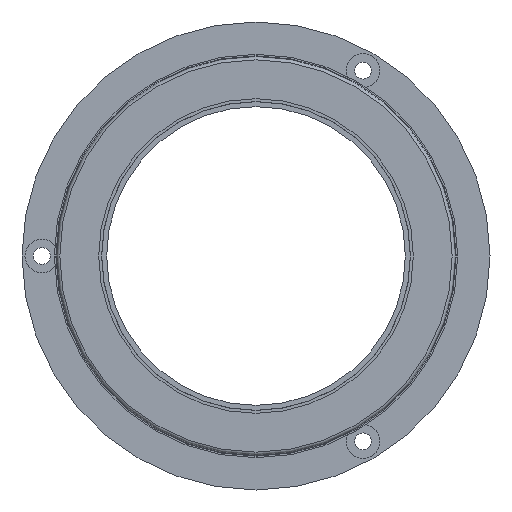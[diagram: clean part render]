
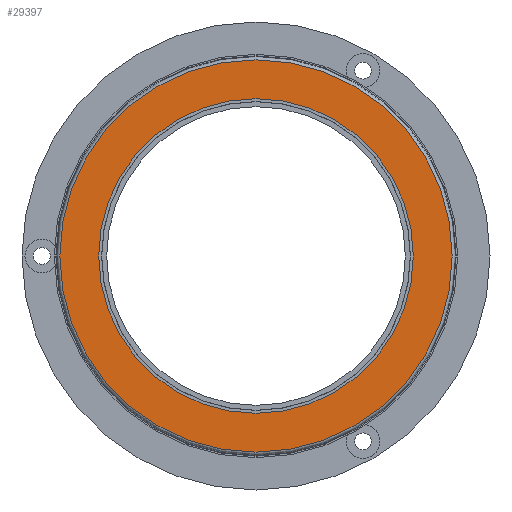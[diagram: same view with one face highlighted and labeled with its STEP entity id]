
A CAD part, left-side view. The second image highlights one B-rep face of the part: STEP entity #29397.
In plain terms, the highlighted planar face has unit normal (-1, 0, 0).
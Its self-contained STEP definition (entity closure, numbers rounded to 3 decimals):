
#4332 = AXIS2_PLACEMENT_3D ( 'NONE', #10382, #5379, #32988 ) ;
#5379 = DIRECTION ( 'NONE',  ( 1., 0., 0. ) ) ;
#10382 = CARTESIAN_POINT ( 'NONE',  ( -1., 0., 0. ) ) ;
#11101 = DIRECTION ( 'NONE',  ( 1., 0., 0. ) ) ;
#11335 = CARTESIAN_POINT ( 'NONE',  ( -1., 15.8, 0. ) ) ;
#17213 = EDGE_CURVE ( 'NONE', #41944, #41944, #24202, .T. ) ;
#20019 = CARTESIAN_POINT ( 'NONE',  ( -1., 0., 0. ) ) ;
#24202 = CIRCLE ( 'NONE', #4332, 19.7 ) ;
#24692 = CARTESIAN_POINT ( 'NONE',  ( -1., 15.8, 0. ) ) ;
#25934 = AXIS2_PLACEMENT_3D ( 'NONE', #20019, #11101, #33722 ) ;
#26057 = EDGE_CURVE ( 'NONE', #56289, #56289, #51530, .T. ) ;
#29397 = ADVANCED_FACE ( 'NONE', ( #42543, #33638 ), #47324, .T. ) ;
#32988 = DIRECTION ( 'NONE',  ( 0., 1., 0. ) ) ;
#33638 = FACE_OUTER_BOUND ( 'NONE', #39790, .T. ) ;
#33722 = DIRECTION ( 'NONE',  ( 0., 1., 0. ) ) ;
#37774 = DIRECTION ( 'NONE',  ( 0., -1., 0. ) ) ;
#38366 = CARTESIAN_POINT ( 'NONE',  ( -1., 19.7, 0. ) ) ;
#39790 = EDGE_LOOP ( 'NONE', ( #42450 ) ) ;
#41944 = VERTEX_POINT ( 'NONE', #38366 ) ;
#42450 = ORIENTED_EDGE ( 'NONE', *, *, #17213, .F. ) ;
#42543 = FACE_BOUND ( 'NONE', #50224, .T. ) ;
#43186 = AXIS2_PLACEMENT_3D ( 'NONE', #11335, #51795, #37774 ) ;
#45983 = ORIENTED_EDGE ( 'NONE', *, *, #26057, .T. ) ;
#47324 = PLANE ( 'NONE',  #43186 ) ;
#50224 = EDGE_LOOP ( 'NONE', ( #45983 ) ) ;
#51530 = CIRCLE ( 'NONE', #25934, 15.8 ) ;
#51795 = DIRECTION ( 'NONE',  ( -1., 0., 0. ) ) ;
#56289 = VERTEX_POINT ( 'NONE', #24692 ) ;
